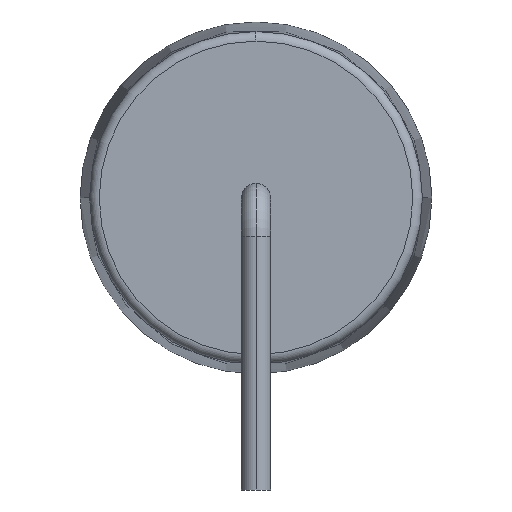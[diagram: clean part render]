
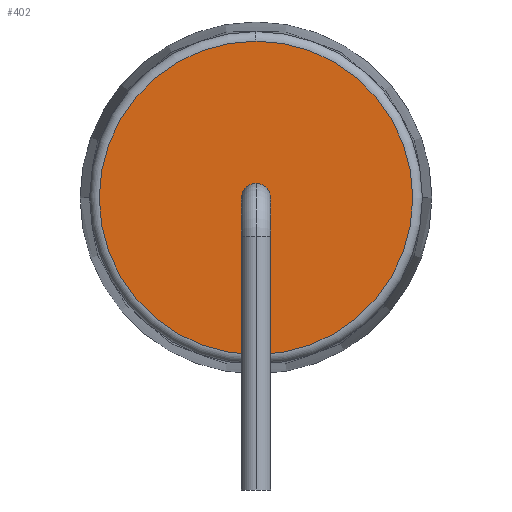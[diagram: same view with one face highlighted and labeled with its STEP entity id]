
A CAD part, left-side view. The second image highlights one B-rep face of the part: STEP entity #402.
In plain terms, the highlighted planar face has unit normal (-1, 0, 0).
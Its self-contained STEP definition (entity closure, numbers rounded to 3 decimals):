
#161=CARTESIAN_POINT('',(-23.9,0.,0.594));
#162=VERTEX_POINT('',#161);
#178=CARTESIAN_POINT('',(-23.9,0.,10.306));
#179=VERTEX_POINT('',#178);
#187=CARTESIAN_POINT('',(-23.9,0.,5.45));
#188=DIRECTION('',(1.0,0.0,0.0));
#189=DIRECTION('',(0.0,-1.0,0.0));
#190=AXIS2_PLACEMENT_3D('',#187,#188,#189);
#191=CIRCLE('',#190,4.856);
#192=EDGE_CURVE('',#179,#162,#191,.T.);
#351=CARTESIAN_POINT('',(-23.9,4.856,5.45));
#352=VERTEX_POINT('',#351);
#353=CARTESIAN_POINT('',(-23.9,0.,5.45));
#354=DIRECTION('',(1.0,0.0,0.0));
#355=DIRECTION('',(0.0,-1.0,0.0));
#356=AXIS2_PLACEMENT_3D('',#353,#354,#355);
#357=CIRCLE('',#356,4.856);
#358=EDGE_CURVE('',#162,#352,#357,.T.);
#360=CARTESIAN_POINT('',(-23.9,0.,5.45));
#361=DIRECTION('',(1.0,0.0,0.0));
#362=DIRECTION('',(0.0,-1.0,0.0));
#363=AXIS2_PLACEMENT_3D('',#360,#361,#362);
#364=CIRCLE('',#363,4.856);
#365=EDGE_CURVE('',#352,#179,#364,.T.);
#392=CARTESIAN_POINT('',(-23.9,0.,5.45));
#393=DIRECTION('',(1.0,0.0,0.0));
#394=DIRECTION('',(0.0,0.0,-1.0));
#395=AXIS2_PLACEMENT_3D('',#392,#393,#394);
#396=PLANE('',#395);
#397=ORIENTED_EDGE('',*,*,#365,.F.);
#398=ORIENTED_EDGE('',*,*,#358,.F.);
#399=ORIENTED_EDGE('',*,*,#192,.F.);
#400=EDGE_LOOP('',(#397,#398,#399));
#401=FACE_OUTER_BOUND('',#400,.T.);
#402=ADVANCED_FACE('',(#401),#396,.F.);
